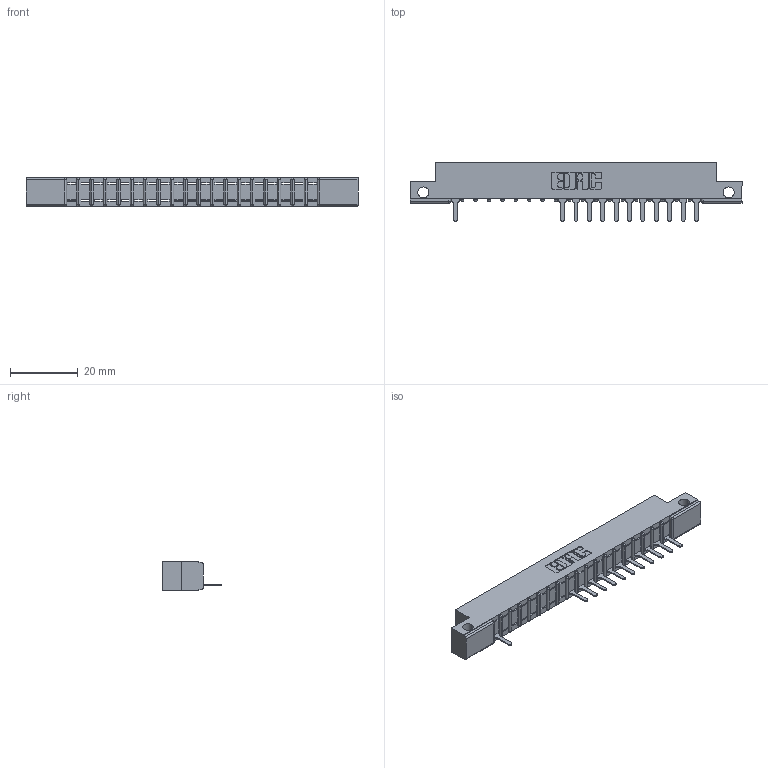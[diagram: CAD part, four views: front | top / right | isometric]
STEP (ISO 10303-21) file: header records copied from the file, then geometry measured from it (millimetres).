
FILE_DESCRIPTION (( 'STEP AP203' ), '1' );
FILE_NAME ('307-019-525-112.STEP', '2018-08-03T23:50:27', ( '' ), ( '' ), 'SwSTEP 2.0', 'SolidWorks 2016', '' );
FILE_SCHEMA (( 'CONFIG_CONTROL_DESIGN' ));
Length unit declared in the file: inch
Products named in the file (3): 307-019-525-112; 307 Part_.128 Dia Side Mounting Holes; 307-290-001_525
Assembly tree (13 placements, depth 2):
  307-019-525-112
    307 Part_.128 Dia Side Mounting Holes
    307-290-001_525  x12
Bounding box: 98.3 x 17.42 x 8.71 mm (x, y, z)
Volume: 6026.9 mm3; surface area: 8398.8 mm2
Topology: 13 solids, 13 shells, 950 faces, 2715 edges, 1738 vertices
Faces by surface type: plane 598, cylinder 312, sphere 40
Entity records: 18870 total; most frequent: CARTESIAN_POINT 3201, ORIENTED_EDGE 3194, DIRECTION 3119, EDGE_CURVE 1597, VECTOR 1215, LINE 1215, VERTEX_POINT 1034, AXIS2_PLACEMENT_3D 952
